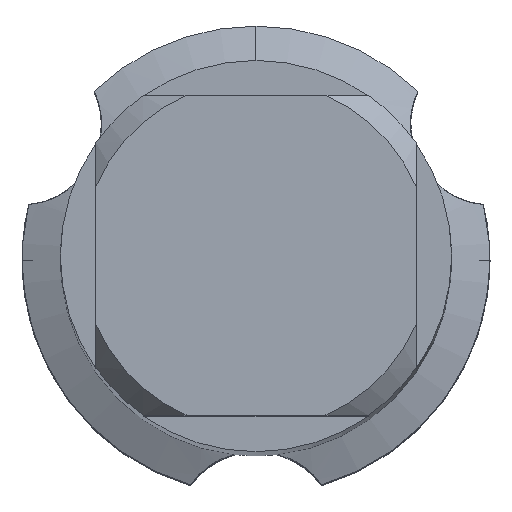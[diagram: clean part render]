
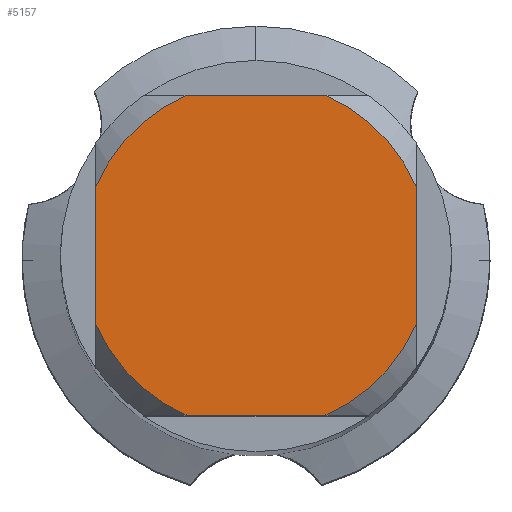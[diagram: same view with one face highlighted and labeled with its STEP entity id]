
A CAD part, top view. The second image highlights one B-rep face of the part: STEP entity #5157.
In plain terms, the highlighted planar face has unit normal (0, 0, 1).
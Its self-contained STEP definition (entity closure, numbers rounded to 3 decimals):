
#2131=EDGE_CURVE('',#4109,#3331,#6331,.T.);
#2501=EDGE_CURVE('',#5295,#3525,#6739,.T.);
#2625=EDGE_CURVE('',#4389,#5183,#6875,.T.);
#2973=VERTEX_POINT('',#7252);
#3331=VERTEX_POINT('',#7637);
#3419=EDGE_CURVE('',#5295,#2973,#7732,.T.);
#3525=VERTEX_POINT('',#7846);
#3831=VERTEX_POINT('',#8185);
#4109=VERTEX_POINT('',#8485);
#4389=VERTEX_POINT('',#8793);
#4411=EDGE_CURVE('',#4109,#2973,#8820,.T.);
#5109=EDGE_CURVE('',#4389,#3525,#9580,.T.);
#5157=ADVANCED_FACE('',(#9633),#9634,.T.);
#5183=VERTEX_POINT('',#9662);
#5295=VERTEX_POINT('',#9781);
#5371=EDGE_CURVE('',#3831,#5183,#9863,.T.);
#6239=EDGE_CURVE('',#3831,#3331,#10806,.T.);
#6331=CIRCLE('',#10916,4.9);
#6739=LINE('',#11620,#11621);
#6875=LINE('',#11850,#11851);
#7252=CARTESIAN_POINT('',(-1.939,4.5,0.0));
#7637=CARTESIAN_POINT('',(4.5,1.939,0.0));
#7732=CIRCLE('',#13413,4.9);
#7846=CARTESIAN_POINT('',(-4.5,-1.939,0.0));
#8185=CARTESIAN_POINT('',(4.5,-1.939,0.0));
#8485=CARTESIAN_POINT('',(1.939,4.5,0.0));
#8793=CARTESIAN_POINT('',(-1.939,-4.5,0.0));
#8820=LINE('',#15292,#15293);
#9580=CIRCLE('',#16617,4.9);
#9633=FACE_OUTER_BOUND('',#16704,.T.);
#9634=PLANE('',#16705);
#9662=CARTESIAN_POINT('',(1.939,-4.5,0.0));
#9781=CARTESIAN_POINT('',(-4.5,1.939,0.0));
#9863=CIRCLE('',#17192,4.9);
#10806=LINE('',#18878,#18879);
#10916=AXIS2_PLACEMENT_3D('',#18980,#18981,#18982);
#11620=CARTESIAN_POINT('',(-4.5,1.225,0.0));
#11621=VECTOR('',#19435,1.0);
#11850=CARTESIAN_POINT('',(0.0,-4.5,0.0));
#11851=VECTOR('',#19593,1.0);
#13413=AXIS2_PLACEMENT_3D('',#20462,#20463,#20464);
#15292=CARTESIAN_POINT('',(0.0,4.5,0.0));
#15293=VECTOR('',#21678,1.0);
#16617=AXIS2_PLACEMENT_3D('',#22436,#22437,#22438);
#16704=EDGE_LOOP('',(#22501,#22502,#22503,#22504,#22505,#22506,#22507,#22508));
#16705=AXIS2_PLACEMENT_3D('',#22509,#22510,#22511);
#17192=AXIS2_PLACEMENT_3D('',#22724,#22725,#22726);
#18878=CARTESIAN_POINT('',(4.5,1.225,0.0));
#18879=VECTOR('',#24104,1.0);
#18980=CARTESIAN_POINT('',(0.0,0.0,0.0));
#18981=DIRECTION('',(0.0,0.0,-1.0));
#18982=DIRECTION('',(0.0,1.0,0.0));
#19435=DIRECTION('',(-0.0,-1.0,0.0));
#19593=DIRECTION('',(1.0,0.0,0.0));
#20462=CARTESIAN_POINT('',(0.0,0.0,0.0));
#20463=DIRECTION('',(0.0,0.0,-1.0));
#20464=DIRECTION('',(0.0,1.0,0.0));
#21678=DIRECTION('',(-1.0,0.0,0.0));
#22436=CARTESIAN_POINT('',(0.0,0.0,0.0));
#22437=DIRECTION('',(0.0,0.0,-1.0));
#22438=DIRECTION('',(0.0,1.0,0.0));
#22501=ORIENTED_EDGE('',*,*,#2501,.T.);
#22502=ORIENTED_EDGE('',*,*,#5109,.F.);
#22503=ORIENTED_EDGE('',*,*,#2625,.T.);
#22504=ORIENTED_EDGE('',*,*,#5371,.F.);
#22505=ORIENTED_EDGE('',*,*,#6239,.T.);
#22506=ORIENTED_EDGE('',*,*,#2131,.F.);
#22507=ORIENTED_EDGE('',*,*,#4411,.T.);
#22508=ORIENTED_EDGE('',*,*,#3419,.F.);
#22509=CARTESIAN_POINT('',(0.0,2.45,0.0));
#22510=DIRECTION('',(-0.0,0.0,1.0));
#22511=DIRECTION('',(0.0,-1.0,0.0));
#22724=CARTESIAN_POINT('',(0.0,0.0,0.0));
#22725=DIRECTION('',(0.0,0.0,-1.0));
#22726=DIRECTION('',(0.0,1.0,0.0));
#24104=DIRECTION('',(-0.0,1.0,0.0));
